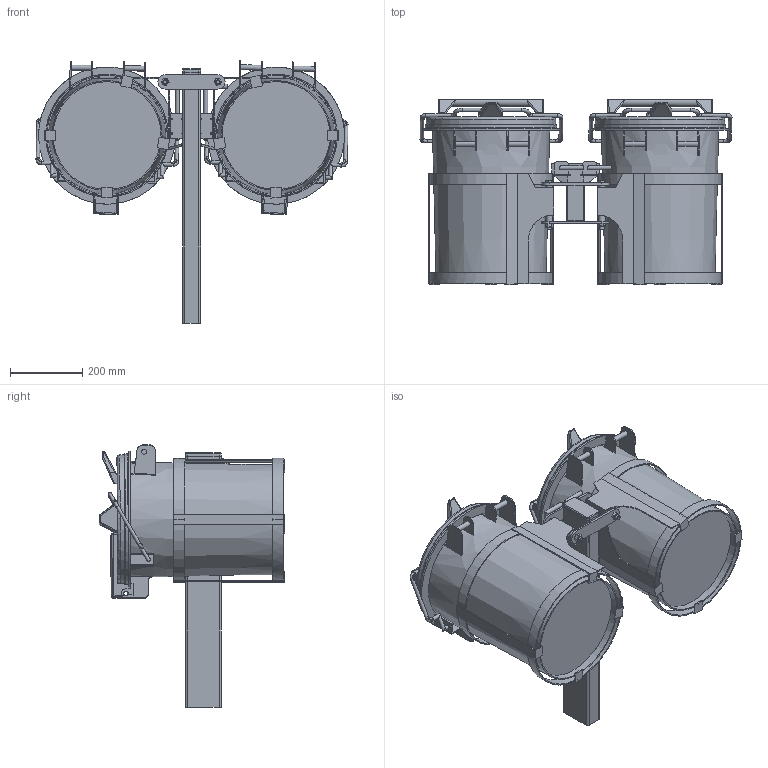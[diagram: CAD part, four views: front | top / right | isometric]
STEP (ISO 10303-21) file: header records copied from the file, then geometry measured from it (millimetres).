
FILE_DESCRIPTION((''),'2;1');
FILE_NAME('400 092 mit 2 Tonnen.stp','2014-06-24T09:28:46',('hasch1kl'),(''),'Autodesk Inventor 2011','Autodesk Inventor 2011','');
FILE_SCHEMA(('AUTOMOTIVE_DESIGN { 1 0 10303 214 1 1 1 1 }'));
Length unit declared in the file: millimetre
Products named in the file (19): 400 092 mit 2 Tonnen; 400 092; Kragarm; Kunsstoffdeckel 100x50; SFL 135x60x6; SFL 186x40x6; SRR 695x100x50; Schraube M12x130; Stoppmutter M12; SWL 200x125x3; Verschluss kompl; Riegelhalter; Spannhülse 5x25; Schieber; SWL 200x125x3 links; 400 044; Tonne 35 l; Deckel; Bügel
Assembly tree (23 placements, depth 4):
  400 092 mit 2 Tonnen
    400 092
      Kragarm
        Kunsstoffdeckel 100x50
        SFL 135x60x6
        SFL 186x40x6  x2
        SRR 695x100x50
      Schraube M12x130  x2
      Stoppmutter M12  x2
      SWL 200x125x3
      Verschluss kompl  x2
        Riegelhalter
        Spannhülse 5x25
        Schieber
      SWL 200x125x3 links
    400 044  x2
      Tonne 35 l
      Deckel
      Bügel
Bounding box: 864.77 x 514.46 x 727.41 mm (x, y, z)
Volume: 7267946.8 mm3; surface area: 4209676 mm2
Topology: 24 solids, 24 shells, 889 faces, 2385 edges, 1622 vertices
Faces by surface type: plane 519, cylinder 298, torus 40, cone 18, bspline 8, sphere 6
Full cylindrical faces by diameter (mm): 2 x6, 5 x18, 7 x4, 10 x34, 10.106 x2, 12 x18, 13 x6, 14 x4, 17.407 x2, 18 x1, 299 x2, 305 x2, 318.852 x2, 324.852 x2, 334 x4, 340 x2, 359 x2, 380 x2
Entity records: 18571 total; most frequent: CARTESIAN_POINT 3428, DIRECTION 3106, ORIENTED_EDGE 2834, EDGE_CURVE 1417, AXIS2_PLACEMENT_3D 1089, VERTEX_POINT 929, VECTOR 928, LINE 928
